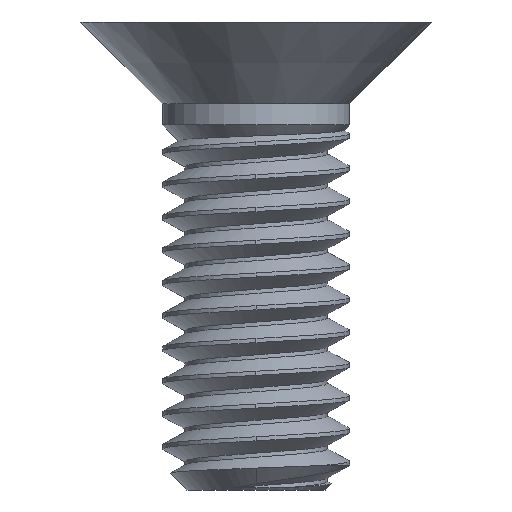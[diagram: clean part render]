
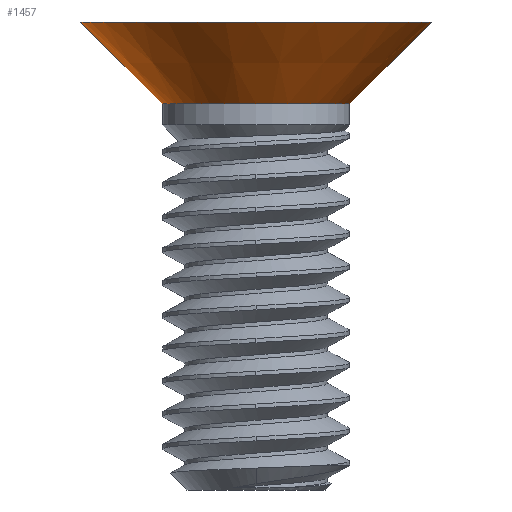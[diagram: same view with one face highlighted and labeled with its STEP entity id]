
A CAD part, front view. The second image highlights one B-rep face of the part: STEP entity #1457.
In plain terms, the highlighted conical face has half-angle 45 degrees and reference radius 3.75 mm.
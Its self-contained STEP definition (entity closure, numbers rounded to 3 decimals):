
#187 = EDGE_LOOP ( 'NONE', ( #1604, #1610, #1622, #1628 ) ) ;
#204 = VERTEX_POINT ( 'NONE', #2746 ) ;
#205 = VERTEX_POINT ( 'NONE', #2747 ) ;
#282 = VERTEX_POINT ( 'NONE', #2669 ) ;
#861 = CARTESIAN_POINT ( 'NONE',  ( 0., 0., 2.2 ) ) ;
#862 = DIRECTION ( 'NONE',  ( 0., 0., -1. ) ) ;
#863 = DIRECTION ( 'NONE',  ( -1., 0., 0. ) ) ;
#864 = CARTESIAN_POINT ( 'NONE',  ( 3.75, 0., 2.2 ) ) ;
#865 = DIRECTION ( 'NONE',  ( 0.707, 0., 0.707 ) ) ;
#874 = CARTESIAN_POINT ( 'NONE',  ( 0., 0., 0.45 ) ) ;
#875 = DIRECTION ( 'NONE',  ( 0., 0., -1. ) ) ;
#876 = DIRECTION ( 'NONE',  ( 1., 0., 0. ) ) ;
#933 = DIRECTION ( 'NONE',  ( 1., 0., 0. ) ) ;
#935 = DIRECTION ( 'NONE',  ( 0., 0., 1. ) ) ;
#937 = CARTESIAN_POINT ( 'NONE',  ( 0., 0., 2.2 ) ) ;
#947 = CARTESIAN_POINT ( 'NONE',  ( 3.75, 0., 2.2 ) ) ;
#1457 = ADVANCED_FACE ( 'NONE', ( #2179 ), #2188, .T. ) ;
#1490 = CIRCLE ( 'NONE', #3255, 3.75 ) ;
#1494 = LINE ( 'NONE', #864, #1497 ) ;
#1497 = VECTOR ( 'NONE', #865, 1000. ) ;
#1500 = CIRCLE ( 'NONE', #3258, 2. ) ;
#1521 = LINE ( 'NONE', #2835, #1532 ) ;
#1532 = VECTOR ( 'NONE', #2830, 1000. ) ;
#1604 = ORIENTED_EDGE ( 'NONE', *, *, #3321, .F. ) ;
#1610 = ORIENTED_EDGE ( 'NONE', *, *, #3221, .F. ) ;
#1622 = ORIENTED_EDGE ( 'NONE', *, *, #3218, .T. ) ;
#1628 = ORIENTED_EDGE ( 'NONE', *, *, #3216, .T. ) ;
#1964 = VERTEX_POINT ( 'NONE', #947 ) ;
#2179 = FACE_OUTER_BOUND ( 'NONE', #187, .T. ) ;
#2188 = CONICAL_SURFACE ( 'NONE', #3637, 3.75, 0.785 ) ;
#2669 = CARTESIAN_POINT ( 'NONE',  ( -2., 0., 0.45 ) ) ;
#2746 = CARTESIAN_POINT ( 'NONE',  ( 2., 0., 0.45 ) ) ;
#2747 = CARTESIAN_POINT ( 'NONE',  ( -3.75, 0., 2.2 ) ) ;
#2830 = DIRECTION ( 'NONE',  ( -0.707, 0., 0.707 ) ) ;
#2835 = CARTESIAN_POINT ( 'NONE',  ( -3.75, 0., 2.2 ) ) ;
#3216 = EDGE_CURVE ( 'NONE', #1964, #205, #1490, .T. ) ;
#3218 = EDGE_CURVE ( 'NONE', #204, #1964, #1494, .T. ) ;
#3221 = EDGE_CURVE ( 'NONE', #204, #282, #1500, .T. ) ;
#3255 = AXIS2_PLACEMENT_3D ( 'NONE', #861, #862, #863 ) ;
#3258 = AXIS2_PLACEMENT_3D ( 'NONE', #874, #875, #876 ) ;
#3321 = EDGE_CURVE ( 'NONE', #282, #205, #1521, .T. ) ;
#3637 = AXIS2_PLACEMENT_3D ( 'NONE', #937, #935, #933 ) ;
